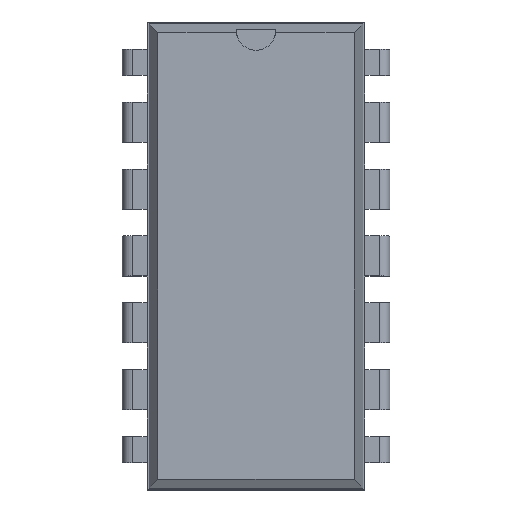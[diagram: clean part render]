
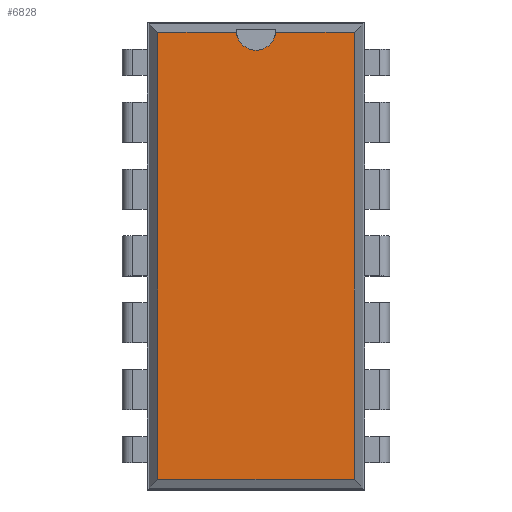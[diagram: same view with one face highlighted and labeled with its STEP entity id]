
A CAD part, top view. The second image highlights one B-rep face of the part: STEP entity #6828.
In plain terms, the highlighted planar face has unit normal (0, 0, 1).
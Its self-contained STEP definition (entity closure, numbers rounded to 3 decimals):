
#3776 = VERTEX_POINT('',#3777);
#3777 = CARTESIAN_POINT('',(8.684,0.871,3.68));
#3782 = EDGE_CURVE('',#3783,#3776,#3785,.T.);
#3783 = VERTEX_POINT('',#3784);
#3784 = CARTESIAN_POINT('',(8.684,-16.111,3.68));
#3785 = LINE('',#3786,#3787);
#3786 = CARTESIAN_POINT('',(8.684,-16.111,3.68));
#3787 = VECTOR('',#3788,1.);
#3788 = DIRECTION('',(0.,1.,0.));
#5247 = VERTEX_POINT('',#5248);
#5248 = CARTESIAN_POINT('',(1.222,0.871,3.68));
#5253 = EDGE_CURVE('',#5254,#5247,#5256,.T.);
#5254 = VERTEX_POINT('',#5255);
#5255 = CARTESIAN_POINT('',(4.207,0.871,3.68));
#5256 = LINE('',#5257,#5258);
#5257 = CARTESIAN_POINT('',(8.684,0.871,3.68));
#5258 = VECTOR('',#5259,1.);
#5259 = DIRECTION('',(-1.,0.,0.));
#5279 = VERTEX_POINT('',#5280);
#5280 = CARTESIAN_POINT('',(5.699,0.871,3.68));
#5288 = EDGE_CURVE('',#3776,#5279,#5289,.T.);
#5289 = LINE('',#5290,#5291);
#5290 = CARTESIAN_POINT('',(8.684,0.871,3.68));
#5291 = VECTOR('',#5292,1.);
#5292 = DIRECTION('',(-1.,0.,0.));
#5353 = VERTEX_POINT('',#5354);
#5354 = CARTESIAN_POINT('',(1.222,-16.111,3.68));
#5359 = EDGE_CURVE('',#5247,#5353,#5360,.T.);
#5360 = LINE('',#5361,#5362);
#5361 = CARTESIAN_POINT('',(1.222,0.871,3.68));
#5362 = VECTOR('',#5363,1.);
#5363 = DIRECTION('',(0.,-1.,0.));
#6817 = EDGE_CURVE('',#5353,#3783,#6818,.T.);
#6818 = LINE('',#6819,#6820);
#6819 = CARTESIAN_POINT('',(1.222,-16.111,3.68));
#6820 = VECTOR('',#6821,1.);
#6821 = DIRECTION('',(1.,0.,0.));
#6828 = ADVANCED_FACE('',(#6829),#6852,.F.);
#6829 = FACE_BOUND('',#6830,.F.);
#6830 = EDGE_LOOP('',(#6831,#6832,#6833,#6834,#6835,#6844,#6851));
#6831 = ORIENTED_EDGE('',*,*,#3782,.F.);
#6832 = ORIENTED_EDGE('',*,*,#6817,.F.);
#6833 = ORIENTED_EDGE('',*,*,#5359,.F.);
#6834 = ORIENTED_EDGE('',*,*,#5253,.F.);
#6835 = ORIENTED_EDGE('',*,*,#6836,.F.);
#6836 = EDGE_CURVE('',#6837,#5254,#6839,.T.);
#6837 = VERTEX_POINT('',#6838);
#6838 = CARTESIAN_POINT('',(4.953,0.196,3.68));
#6839 = CIRCLE('',#6840,0.75);
#6840 = AXIS2_PLACEMENT_3D('',#6841,#6842,#6843);
#6841 = CARTESIAN_POINT('',(4.953,0.946,3.68));
#6842 = DIRECTION('',(0.,0.,-1.));
#6843 = DIRECTION('',(0.,-1.,0.));
#6844 = ORIENTED_EDGE('',*,*,#6845,.F.);
#6845 = EDGE_CURVE('',#5279,#6837,#6846,.T.);
#6846 = CIRCLE('',#6847,0.75);
#6847 = AXIS2_PLACEMENT_3D('',#6848,#6849,#6850);
#6848 = CARTESIAN_POINT('',(4.953,0.946,3.68));
#6849 = DIRECTION('',(0.,0.,-1.));
#6850 = DIRECTION('',(0.,-1.,0.));
#6851 = ORIENTED_EDGE('',*,*,#5288,.F.);
#6852 = PLANE('',#6853);
#6853 = AXIS2_PLACEMENT_3D('',#6854,#6855,#6856);
#6854 = CARTESIAN_POINT('',(8.684,-16.111,3.68));
#6855 = DIRECTION('',(0.,0.,-1.));
#6856 = DIRECTION('',(-0.402,0.916,0.));
